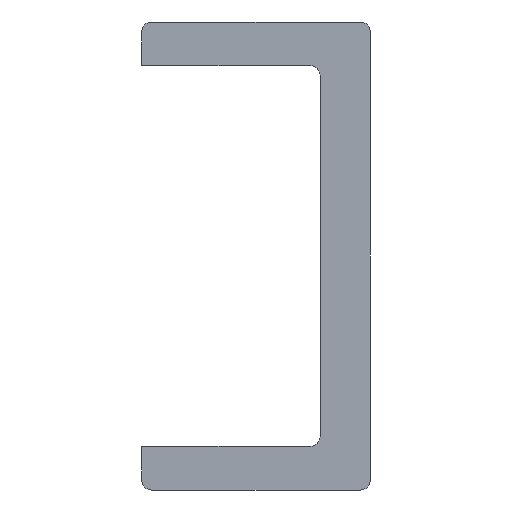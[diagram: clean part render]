
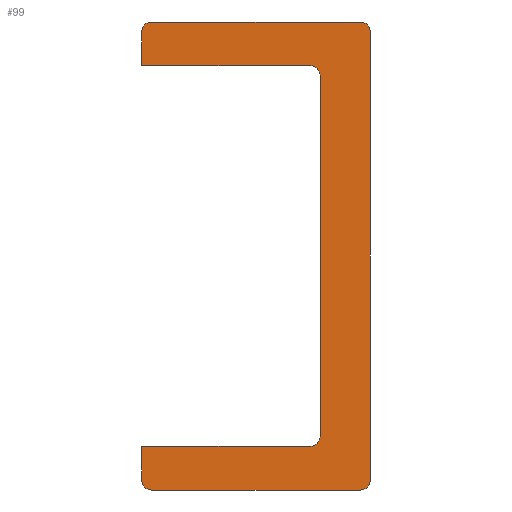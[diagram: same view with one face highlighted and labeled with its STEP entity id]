
A CAD part, front view. The second image highlights one B-rep face of the part: STEP entity #99.
In plain terms, the highlighted planar face has unit normal (0, -1, 0).
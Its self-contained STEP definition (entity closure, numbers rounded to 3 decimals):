
#99 = ADVANCED_FACE( '', ( #235 ), #236, .F. );
#235 = FACE_OUTER_BOUND( '', #416, .T. );
#236 = PLANE( '', #417 );
#416 = EDGE_LOOP( '', ( #647, #648, #649, #650, #651, #652, #653, #654, #655, #656, #657, #658, #659, #660 ) );
#417 = AXIS2_PLACEMENT_3D( '', #661, #662, #663 );
#647 = ORIENTED_EDGE( '', *, *, #875, .F. );
#648 = ORIENTED_EDGE( '', *, *, #917, .T. );
#649 = ORIENTED_EDGE( '', *, *, #918, .F. );
#650 = ORIENTED_EDGE( '', *, *, #910, .T. );
#651 = ORIENTED_EDGE( '', *, *, #919, .F. );
#652 = ORIENTED_EDGE( '', *, *, #913, .F. );
#653 = ORIENTED_EDGE( '', *, *, #878, .F. );
#654 = ORIENTED_EDGE( '', *, *, #920, .F. );
#655 = ORIENTED_EDGE( '', *, *, #887, .F. );
#656 = ORIENTED_EDGE( '', *, *, #900, .F. );
#657 = ORIENTED_EDGE( '', *, *, #921, .F. );
#658 = ORIENTED_EDGE( '', *, *, #862, .T. );
#659 = ORIENTED_EDGE( '', *, *, #922, .F. );
#660 = ORIENTED_EDGE( '', *, *, #905, .T. );
#661 = CARTESIAN_POINT( '', ( -10.5, 0., 21.5 ) );
#662 = DIRECTION( '', ( 0., 1., 0. ) );
#663 = DIRECTION( '', ( 0., 0., 1. ) );
#862 = EDGE_CURVE( '', #990, #988, #991, .F. );
#875 = EDGE_CURVE( '', #1013, #1015, #1016, .T. );
#878 = EDGE_CURVE( '', #1019, #1020, #1021, .T. );
#887 = EDGE_CURVE( '', #1034, #1035, #1036, .T. );
#900 = EDGE_CURVE( '', #1055, #1034, #1056, .T. );
#905 = EDGE_CURVE( '', #1063, #1015, #1064, .F. );
#910 = EDGE_CURVE( '', #1072, #1070, #1073, .F. );
#913 = EDGE_CURVE( '', #1020, #1076, #1077, .T. );
#917 = EDGE_CURVE( '', #1013, #1082, #1083, .F. );
#918 = EDGE_CURVE( '', #1072, #1082, #1084, .T. );
#919 = EDGE_CURVE( '', #1076, #1070, #1085, .T. );
#920 = EDGE_CURVE( '', #1035, #1019, #1086, .T. );
#921 = EDGE_CURVE( '', #990, #1055, #1087, .T. );
#922 = EDGE_CURVE( '', #1063, #988, #1088, .T. );
#988 = VERTEX_POINT( '', #1173 );
#990 = VERTEX_POINT( '', #1176 );
#991 = CIRCLE( '', #1177, 0.9 );
#1013 = VERTEX_POINT( '', #1201 );
#1015 = VERTEX_POINT( '', #1204 );
#1016 = LINE( '', #1205, #1206 );
#1019 = VERTEX_POINT( '', #1210 );
#1020 = VERTEX_POINT( '', #1211 );
#1021 = CIRCLE( '', #1212, 1. );
#1034 = VERTEX_POINT( '', #1227 );
#1035 = VERTEX_POINT( '', #1228 );
#1036 = CIRCLE( '', #1229, 1. );
#1055 = VERTEX_POINT( '', #1250 );
#1056 = LINE( '', #1251, #1252 );
#1063 = VERTEX_POINT( '', #1261 );
#1064 = CIRCLE( '', #1262, 0.9 );
#1070 = VERTEX_POINT( '', #1269 );
#1072 = VERTEX_POINT( '', #1272 );
#1073 = CIRCLE( '', #1273, 0.9 );
#1076 = VERTEX_POINT( '', #1277 );
#1077 = LINE( '', #1278, #1279 );
#1082 = VERTEX_POINT( '', #1286 );
#1083 = CIRCLE( '', #1287, 0.9 );
#1084 = LINE( '', #1288, #1289 );
#1085 = LINE( '', #1290, #1291 );
#1086 = LINE( '', #1292, #1293 );
#1087 = LINE( '', #1294, #1295 );
#1088 = LINE( '', #1296, #1297 );
#1173 = CARTESIAN_POINT( '', ( -9.6, 0., -21.5 ) );
#1176 = CARTESIAN_POINT( '', ( -10.5, 0., -20.6 ) );
#1177 = AXIS2_PLACEMENT_3D( '', #1390, #1391, #1392 );
#1201 = CARTESIAN_POINT( '', ( 10.5, 0., 20.6 ) );
#1204 = CARTESIAN_POINT( '', ( 10.5, 0., -20.6 ) );
#1205 = CARTESIAN_POINT( '', ( 10.5, 0., 21.5 ) );
#1206 = VECTOR( '', #1420, 1000. );
#1210 = CARTESIAN_POINT( '', ( 5.9, 0., 16.5 ) );
#1211 = CARTESIAN_POINT( '', ( 4.9, 0., 17.5 ) );
#1212 = AXIS2_PLACEMENT_3D( '', #1422, #1423, #1424 );
#1227 = CARTESIAN_POINT( '', ( 4.9, 0., -17.5 ) );
#1228 = CARTESIAN_POINT( '', ( 5.9, 0., -16.5 ) );
#1229 = AXIS2_PLACEMENT_3D( '', #1436, #1437, #1438 );
#1250 = CARTESIAN_POINT( '', ( -10.5, 0., -17.5 ) );
#1251 = CARTESIAN_POINT( '', ( 4.9, 0., -17.5 ) );
#1252 = VECTOR( '', #1456, 1000. );
#1261 = CARTESIAN_POINT( '', ( 9.6, 0., -21.5 ) );
#1262 = AXIS2_PLACEMENT_3D( '', #1462, #1463, #1464 );
#1269 = CARTESIAN_POINT( '', ( -10.5, 0., 20.6 ) );
#1272 = CARTESIAN_POINT( '', ( -9.6, 0., 21.5 ) );
#1273 = AXIS2_PLACEMENT_3D( '', #1470, #1471, #1472 );
#1277 = CARTESIAN_POINT( '', ( -10.5, 0., 17.5 ) );
#1278 = CARTESIAN_POINT( '', ( 4.9, 0., 17.5 ) );
#1279 = VECTOR( '', #1474, 1000. );
#1286 = CARTESIAN_POINT( '', ( 9.6, 0., 21.5 ) );
#1287 = AXIS2_PLACEMENT_3D( '', #1477, #1478, #1479 );
#1288 = CARTESIAN_POINT( '', ( -10.5, 0., 21.5 ) );
#1289 = VECTOR( '', #1480, 1000. );
#1290 = CARTESIAN_POINT( '', ( -10.5, 0., -21.5 ) );
#1291 = VECTOR( '', #1481, 1000. );
#1292 = CARTESIAN_POINT( '', ( 5.9, 0., 16.5 ) );
#1293 = VECTOR( '', #1482, 1000. );
#1294 = CARTESIAN_POINT( '', ( -10.5, 0., -21.5 ) );
#1295 = VECTOR( '', #1483, 1000. );
#1296 = CARTESIAN_POINT( '', ( 10.5, 0., -21.5 ) );
#1297 = VECTOR( '', #1484, 1000. );
#1390 = CARTESIAN_POINT( '', ( -9.6, 0., -20.6 ) );
#1391 = DIRECTION( '', ( 0., 1., 0. ) );
#1392 = DIRECTION( '', ( 0., 0., 1. ) );
#1420 = DIRECTION( '', ( 0., 0., -1. ) );
#1422 = CARTESIAN_POINT( '', ( 4.9, 0., 16.5 ) );
#1423 = DIRECTION( '', ( 0., -1., 0. ) );
#1424 = DIRECTION( '', ( -1., 0., 0. ) );
#1436 = CARTESIAN_POINT( '', ( 4.9, 0., -16.5 ) );
#1437 = DIRECTION( '', ( 0., -1., 0. ) );
#1438 = DIRECTION( '', ( -1., 0., 0. ) );
#1456 = DIRECTION( '', ( 1., 0., 0. ) );
#1462 = CARTESIAN_POINT( '', ( 9.6, 0., -20.6 ) );
#1463 = DIRECTION( '', ( 0., 1., 0. ) );
#1464 = DIRECTION( '', ( 0., 0., 1. ) );
#1470 = CARTESIAN_POINT( '', ( -9.6, 0., 20.6 ) );
#1471 = DIRECTION( '', ( 0., 1., 0. ) );
#1472 = DIRECTION( '', ( 0., 0., 1. ) );
#1474 = DIRECTION( '', ( -1., 0., 0. ) );
#1477 = CARTESIAN_POINT( '', ( 9.6, 0., 20.6 ) );
#1478 = DIRECTION( '', ( 0., 1., 0. ) );
#1479 = DIRECTION( '', ( 0., 0., 1. ) );
#1480 = DIRECTION( '', ( 1., 0., 0. ) );
#1481 = DIRECTION( '', ( 0., 0., 1. ) );
#1482 = DIRECTION( '', ( 0., 0., 1. ) );
#1483 = DIRECTION( '', ( 0., 0., 1. ) );
#1484 = DIRECTION( '', ( -1., 0., 0. ) );
